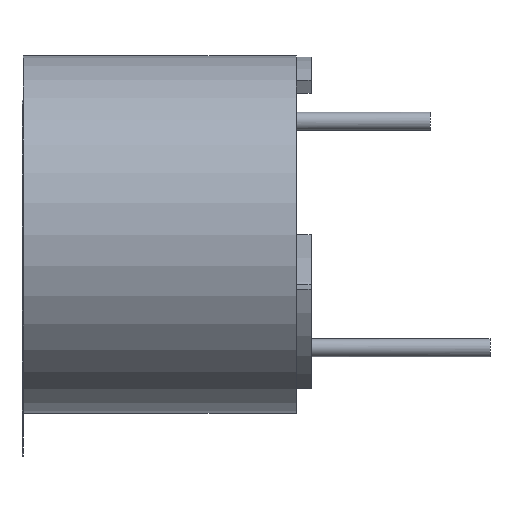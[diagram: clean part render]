
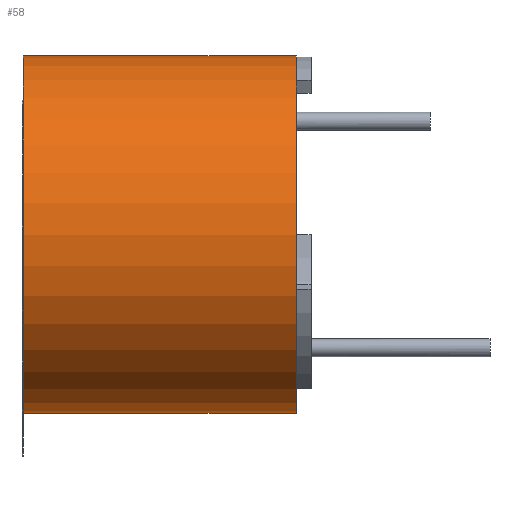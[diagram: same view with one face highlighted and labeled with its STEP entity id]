
A CAD part, left-side view. The second image highlights one B-rep face of the part: STEP entity #58.
In plain terms, the highlighted cylindrical face has radius 6 mm (diameter 12 mm), a partial arc.
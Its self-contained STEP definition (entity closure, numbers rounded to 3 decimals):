
#42 = AXIS2_PLACEMENT_3D ( 'NONE', #313, #1408, #426 ) ;
#58 = ADVANCED_FACE ( 'NONE', ( #320 ), #1155, .T. ) ;
#68 = VERTEX_POINT ( 'NONE', #548 ) ;
#85 = CARTESIAN_POINT ( 'NONE',  ( 0., 9.65, -6. ) ) ;
#89 = VERTEX_POINT ( 'NONE', #85 ) ;
#96 = VECTOR ( 'NONE', #1013, 1000. ) ;
#123 = VERTEX_POINT ( 'NONE', #1308 ) ;
#145 = EDGE_CURVE ( 'NONE', #123, #89, #680, .T. ) ;
#189 = EDGE_LOOP ( 'NONE', ( #860, #369, #194, #514 ) ) ;
#194 = ORIENTED_EDGE ( 'NONE', *, *, #494, .T. ) ;
#228 = CARTESIAN_POINT ( 'NONE',  ( 0., 9.5, -6. ) ) ;
#313 = CARTESIAN_POINT ( 'NONE',  ( 0., 9.5, 0. ) ) ;
#320 = FACE_OUTER_BOUND ( 'NONE', #189, .T. ) ;
#369 = ORIENTED_EDGE ( 'NONE', *, *, #145, .T. ) ;
#426 = DIRECTION ( 'NONE',  ( 0., 0., -1. ) ) ;
#435 = DIRECTION ( 'NONE',  ( 0., 0., -1. ) ) ;
#494 = EDGE_CURVE ( 'NONE', #89, #1114, #1234, .T. ) ;
#514 = ORIENTED_EDGE ( 'NONE', *, *, #1044, .T. ) ;
#548 = CARTESIAN_POINT ( 'NONE',  ( 0., 0.5, 6. ) ) ;
#649 = CIRCLE ( 'NONE', #1135, 6. ) ;
#667 = AXIS2_PLACEMENT_3D ( 'NONE', #876, #992, #435 ) ;
#680 = CIRCLE ( 'NONE', #667, 6. ) ;
#860 = ORIENTED_EDGE ( 'NONE', *, *, #861, .F. ) ;
#861 = EDGE_CURVE ( 'NONE', #123, #68, #967, .T. ) ;
#867 = DIRECTION ( 'NONE',  ( 0., -1., 0. ) ) ;
#876 = CARTESIAN_POINT ( 'NONE',  ( 0., 9.65, 0. ) ) ;
#942 = DIRECTION ( 'NONE',  ( 0., 0., -1. ) ) ;
#964 = CARTESIAN_POINT ( 'NONE',  ( 0., 0.5, 0. ) ) ;
#967 = LINE ( 'NONE', #1407, #971 ) ;
#971 = VECTOR ( 'NONE', #867, 1000. ) ;
#992 = DIRECTION ( 'NONE',  ( 0., -1., 0. ) ) ;
#1013 = DIRECTION ( 'NONE',  ( 0., -1., 0. ) ) ;
#1044 = EDGE_CURVE ( 'NONE', #1114, #68, #649, .T. ) ;
#1114 = VERTEX_POINT ( 'NONE', #1253 ) ;
#1135 = AXIS2_PLACEMENT_3D ( 'NONE', #964, #1291, #942 ) ;
#1155 = CYLINDRICAL_SURFACE ( 'NONE', #42, 6. ) ;
#1234 = LINE ( 'NONE', #228, #96 ) ;
#1253 = CARTESIAN_POINT ( 'NONE',  ( 0., 0.5, -6. ) ) ;
#1291 = DIRECTION ( 'NONE',  ( 0., 1., 0. ) ) ;
#1308 = CARTESIAN_POINT ( 'NONE',  ( 0., 9.65, 6. ) ) ;
#1407 = CARTESIAN_POINT ( 'NONE',  ( 0., 9.5, 6. ) ) ;
#1408 = DIRECTION ( 'NONE',  ( 0., -1., 0. ) ) ;
